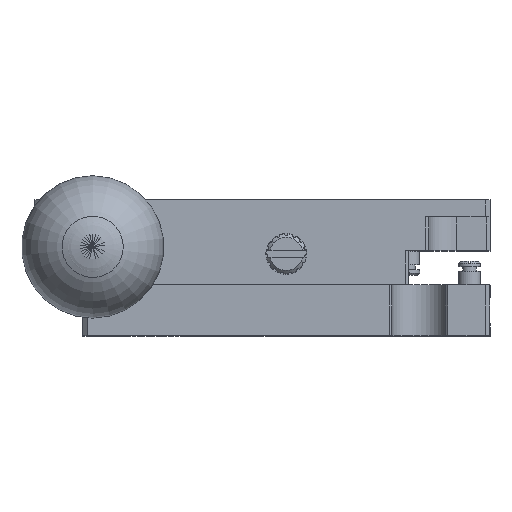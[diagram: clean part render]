
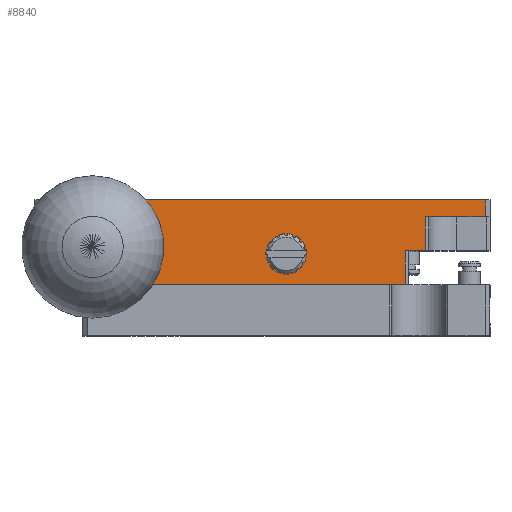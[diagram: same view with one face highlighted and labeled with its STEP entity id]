
A CAD part, top view. The second image highlights one B-rep face of the part: STEP entity #8840.
In plain terms, the highlighted planar face has unit normal (0, 0, 1).
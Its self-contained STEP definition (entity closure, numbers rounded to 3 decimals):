
#1118 = LINE ( 'NONE', #27543, #9934 ) ;
#1955 = VERTEX_POINT ( 'NONE', #66202 ) ;
#2214 = VECTOR ( 'NONE', #49974, 1000. ) ;
#2344 = EDGE_CURVE ( 'NONE', #68070, #20030, #67847, .T. ) ;
#3240 = DIRECTION ( 'NONE',  ( 0., 1., 0. ) ) ;
#3474 = ORIENTED_EDGE ( 'NONE', *, *, #55545, .T. ) ;
#3918 = VECTOR ( 'NONE', #8858, 1000. ) ;
#3952 = LINE ( 'NONE', #30373, #2214 ) ;
#4559 = EDGE_LOOP ( 'NONE', ( #39995, #16682, #50893, #6625, #10868, #73074, #77558, #7901 ) ) ;
#4702 = LINE ( 'NONE', #59694, #33134 ) ;
#5469 = EDGE_CURVE ( 'NONE', #81459, #20030, #3952, .T. ) ;
#6625 = ORIENTED_EDGE ( 'NONE', *, *, #36609, .T. ) ;
#6677 = CARTESIAN_POINT ( 'NONE',  ( 30., 12., 0. ) ) ;
#7901 = ORIENTED_EDGE ( 'NONE', *, *, #79169, .T. ) ;
#8275 = CIRCLE ( 'NONE', #11051, 1.5 ) ;
#8840 = ADVANCED_FACE ( 'NONE', ( #56131, #82520, #76483 ), #16582, .T. ) ;
#8858 = DIRECTION ( 'NONE',  ( 0., 1., 0. ) ) ;
#9070 = VECTOR ( 'NONE', #15295, 1000. ) ;
#9934 = VECTOR ( 'NONE', #3240, 1000. ) ;
#10868 = ORIENTED_EDGE ( 'NONE', *, *, #83396, .T. ) ;
#10893 = CARTESIAN_POINT ( 'NONE',  ( 50.5, 12.5, 0. ) ) ;
#11051 = AXIS2_PLACEMENT_3D ( 'NONE', #6677, #78689, #39617 ) ;
#13564 = DIRECTION ( 'NONE',  ( 1., 0., 0. ) ) ;
#15295 = DIRECTION ( 'NONE',  ( 1., 0., 0. ) ) ;
#15640 = EDGE_LOOP ( 'NONE', ( #3474 ) ) ;
#15793 = CIRCLE ( 'NONE', #71273, 5.3 ) ;
#16582 = PLANE ( 'NONE',  #36908 ) ;
#16682 = ORIENTED_EDGE ( 'NONE', *, *, #24139, .T. ) ;
#17448 = DIRECTION ( 'NONE',  ( 1., 0., 0. ) ) ;
#20030 = VERTEX_POINT ( 'NONE', #71929 ) ;
#20268 = LINE ( 'NONE', #46784, #57071 ) ;
#22198 = EDGE_CURVE ( 'NONE', #44392, #68591, #4702, .T. ) ;
#23270 = EDGE_CURVE ( 'NONE', #36317, #74770, #83444, .T. ) ;
#23280 = ORIENTED_EDGE ( 'NONE', *, *, #29698, .T. ) ;
#24139 = EDGE_CURVE ( 'NONE', #68591, #36317, #47512, .T. ) ;
#24939 = CARTESIAN_POINT ( 'NONE',  ( 31.5, 12., 0. ) ) ;
#27543 = CARTESIAN_POINT ( 'NONE',  ( 50.5, 7.5, 0. ) ) ;
#29698 = EDGE_CURVE ( 'NONE', #57995, #57995, #8275, .T. ) ;
#30373 = CARTESIAN_POINT ( 'NONE',  ( 59.29, 7.5, 0. ) ) ;
#31485 = LINE ( 'NONE', #58037, #83178 ) ;
#33134 = VECTOR ( 'NONE', #67045, 1000. ) ;
#34369 = CARTESIAN_POINT ( 'NONE',  ( -6.29, 12.5, 0. ) ) ;
#36317 = VERTEX_POINT ( 'NONE', #68438 ) ;
#36609 = EDGE_CURVE ( 'NONE', #74770, #78402, #1118, .T. ) ;
#36908 = AXIS2_PLACEMENT_3D ( 'NONE', #50055, #64364, #17448 ) ;
#37819 = CARTESIAN_POINT ( 'NONE',  ( -6.29, 20., 0. ) ) ;
#39617 = DIRECTION ( 'NONE',  ( 1., 0., 0. ) ) ;
#39995 = ORIENTED_EDGE ( 'NONE', *, *, #22198, .T. ) ;
#41088 = DIRECTION ( 'NONE',  ( 1., 0., 0. ) ) ;
#41400 = CARTESIAN_POINT ( 'NONE',  ( 47.5, 7.5, 0. ) ) ;
#44392 = VERTEX_POINT ( 'NONE', #63535 ) ;
#44964 = DIRECTION ( 'NONE',  ( 0., 0., -1. ) ) ;
#46784 = CARTESIAN_POINT ( 'NONE',  ( -6.29, 17.5, 0. ) ) ;
#47512 = LINE ( 'NONE', #41400, #3918 ) ;
#49974 = DIRECTION ( 'NONE',  ( 0., 1., 0. ) ) ;
#50055 = CARTESIAN_POINT ( 'NONE',  ( -6.29, 7.5, 0. ) ) ;
#50236 = DIRECTION ( 'NONE',  ( 0., -1., 0. ) ) ;
#50619 = CARTESIAN_POINT ( 'NONE',  ( 1.5, 13., 0. ) ) ;
#50893 = ORIENTED_EDGE ( 'NONE', *, *, #23270, .T. ) ;
#55545 = EDGE_CURVE ( 'NONE', #1955, #1955, #15793, .T. ) ;
#56131 = FACE_OUTER_BOUND ( 'NONE', #4559, .T. ) ;
#57071 = VECTOR ( 'NONE', #41088, 1000. ) ;
#57995 = VERTEX_POINT ( 'NONE', #24939 ) ;
#58037 = CARTESIAN_POINT ( 'NONE',  ( -6.29, 7.5, 0. ) ) ;
#59694 = CARTESIAN_POINT ( 'NONE',  ( -6.29, 7.5, 0. ) ) ;
#63535 = CARTESIAN_POINT ( 'NONE',  ( -6.29, 7.5, 0. ) ) ;
#64364 = DIRECTION ( 'NONE',  ( 0., 0., 1. ) ) ;
#64499 = DIRECTION ( 'NONE',  ( 1., 0., 0. ) ) ;
#64645 = CARTESIAN_POINT ( 'NONE',  ( 59.29, 17.5, 0. ) ) ;
#66202 = CARTESIAN_POINT ( 'NONE',  ( 6.8, 13., 0. ) ) ;
#67045 = DIRECTION ( 'NONE',  ( 1., 0., 0. ) ) ;
#67419 = CARTESIAN_POINT ( 'NONE',  ( -7., 20., 0. ) ) ;
#67847 = LINE ( 'NONE', #67419, #9070 ) ;
#68070 = VERTEX_POINT ( 'NONE', #37819 ) ;
#68438 = CARTESIAN_POINT ( 'NONE',  ( 47.5, 12.5, 0. ) ) ;
#68591 = VERTEX_POINT ( 'NONE', #83302 ) ;
#71273 = AXIS2_PLACEMENT_3D ( 'NONE', #50619, #44964, #64499 ) ;
#71929 = CARTESIAN_POINT ( 'NONE',  ( 59.29, 20., 0. ) ) ;
#73074 = ORIENTED_EDGE ( 'NONE', *, *, #5469, .T. ) ;
#73374 = VECTOR ( 'NONE', #13564, 1000. ) ;
#74031 = EDGE_LOOP ( 'NONE', ( #23280 ) ) ;
#74770 = VERTEX_POINT ( 'NONE', #10893 ) ;
#76483 = FACE_BOUND ( 'NONE', #74031, .T. ) ;
#77558 = ORIENTED_EDGE ( 'NONE', *, *, #2344, .F. ) ;
#78402 = VERTEX_POINT ( 'NONE', #82373 ) ;
#78689 = DIRECTION ( 'NONE',  ( 0., 0., -1. ) ) ;
#79169 = EDGE_CURVE ( 'NONE', #68070, #44392, #31485, .T. ) ;
#81459 = VERTEX_POINT ( 'NONE', #64645 ) ;
#82373 = CARTESIAN_POINT ( 'NONE',  ( 50.5, 17.5, 0. ) ) ;
#82520 = FACE_BOUND ( 'NONE', #15640, .T. ) ;
#83178 = VECTOR ( 'NONE', #50236, 1000. ) ;
#83302 = CARTESIAN_POINT ( 'NONE',  ( 47.5, 7.5, 0. ) ) ;
#83396 = EDGE_CURVE ( 'NONE', #78402, #81459, #20268, .T. ) ;
#83444 = LINE ( 'NONE', #34369, #73374 ) ;
